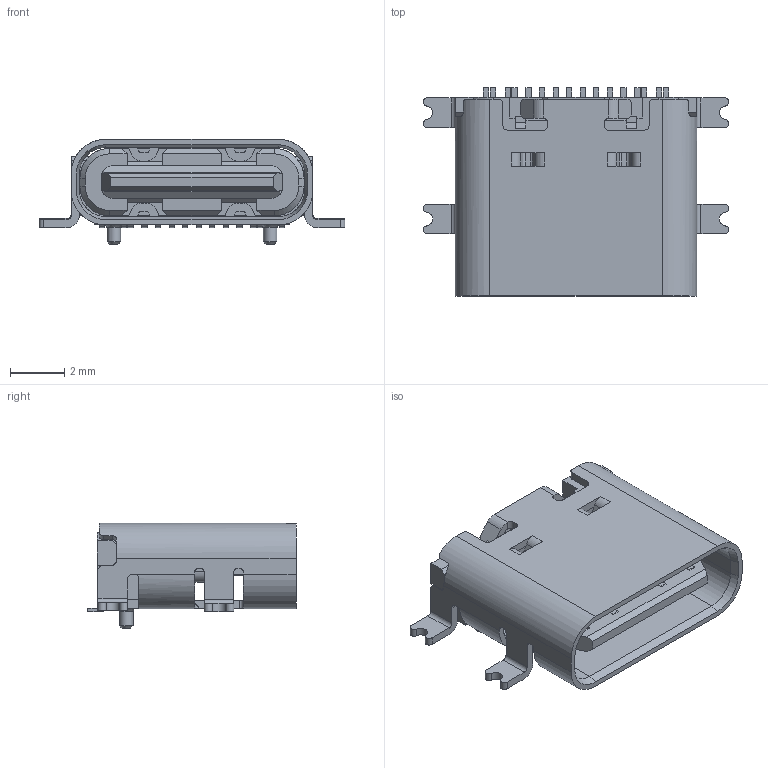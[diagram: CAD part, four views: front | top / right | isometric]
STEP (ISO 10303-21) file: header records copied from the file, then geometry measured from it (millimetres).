
FILE_DESCRIPTION(('FreeCAD Model'),'2;1');
FILE_NAME('Open CASCADE Shape Model','2026-02-10T16:26:16',(''),(''), 'Open CASCADE STEP processor 7.9','FreeCAD','Unknown');
FILE_SCHEMA(('AUTOMOTIVE_DESIGN { 1 0 10303 214 1 1 1 1 }'));
Length unit declared in the file: millimetre
Products named in the file (5): USB_C_Receptacle_GCT_USB4110; Shell; Plastic; BackPinsAll; ConnPinsAll
Assembly tree (4 placements, depth 2):
  USB_C_Receptacle_GCT_USB4110
    Shell
    Plastic
    BackPinsAll
    ConnPinsAll
Bounding box: 11.3 x 7.7 x 3.89 mm (x, y, z)
Volume: 114.8 mm3; surface area: 499.4 mm2
Topology: 34 solids, 34 shells, 549 faces, 1439 edges, 948 vertices
Faces by surface type: plane 401, cylinder 134, cone 14
Full cylindrical faces by diameter (mm): 0.5 x2
Entity records: 17243 total; most frequent: CARTESIAN_POINT 3045, ORIENTED_EDGE 2878, DIRECTION 2843, EDGE_CURVE 1439, LINE 1119, VECTOR 1119, VERTEX_POINT 948, AXIS2_PLACEMENT_3D 862
